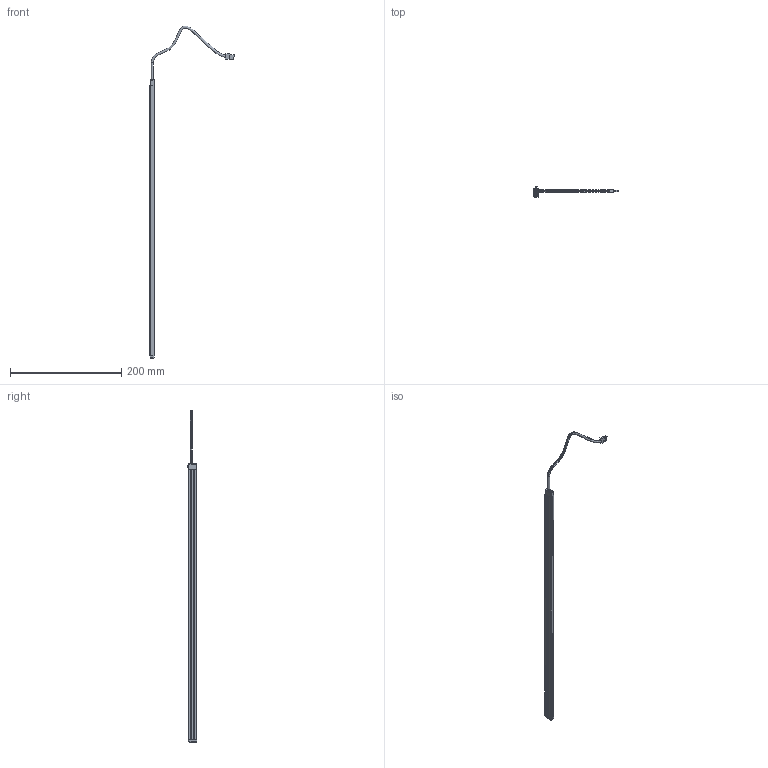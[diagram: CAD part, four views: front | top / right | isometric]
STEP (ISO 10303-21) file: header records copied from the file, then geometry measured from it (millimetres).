
FILE_DESCRIPTION (( 'STEP AP203' ), '1' );
FILE_NAME ('700.012.4000.0500.STEP', '2017-12-05T14:55:48', ( 'Localadmin' ), ( 'Microsoft' ), 'SwSTEP 2.0', 'SolidWorks 2016', '' );
FILE_SCHEMA (( 'CONFIG_CONTROL_DESIGN' ));
Length unit declared in the file: millimetre
Products named in the file (10): countersunk flat head cross recess screw_iso_ISO 7046-1 - M3 x 8 - Z - 8N; socket set screw flat point_iso_ISO 4026 - M3 x 6-N; BANDELLA LED; CAVO; CONNETTORE 1; 700.101.001; 700.012.4000.0500; 700.203.001; 700.201.002-1; 700.201.001-1
Assembly tree (10 placements, depth 2):
  700.012.4000.0500
    700.101.001
    700.203.001
    700.201.002-1
    700.201.001-1
    countersunk flat head cross recess screw_iso_ISO 7046-1 - M3 x 8 - Z - 8N  x2
    socket set screw flat point_iso_ISO 4026 - M3 x 6-N
    BANDELLA LED
    CAVO
    CONNETTORE 1
Bounding box: 151.59 x 17.6 x 596.25 mm (x, y, z)
Volume: 46725.9 mm3; surface area: 66893.1 mm2
Topology: 16 solids, 16 shells, 401 faces, 972 edges, 584 vertices
Faces by surface type: plane 189, cylinder 138, cone 34, bspline 18, sphere 12, torus 10
Entity records: 14860 total; most frequent: CARTESIAN_POINT 5424, DIRECTION 1799, ORIENTED_EDGE 1712, EDGE_CURVE 856, AXIS2_PLACEMENT_3D 649, VERTEX_POINT 530, VECTOR 501, LINE 501
